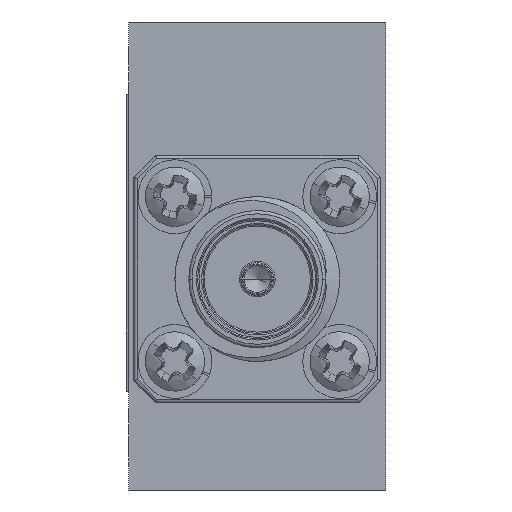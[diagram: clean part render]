
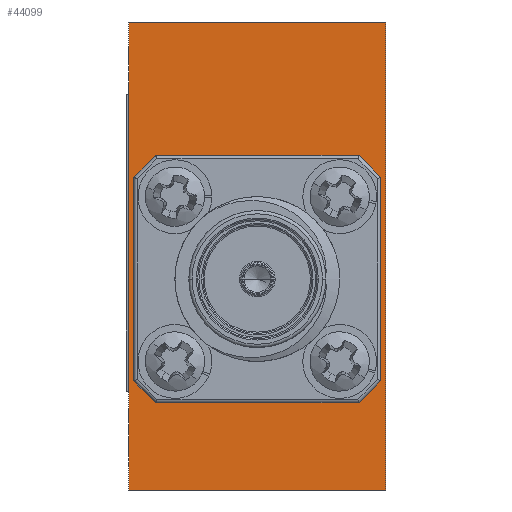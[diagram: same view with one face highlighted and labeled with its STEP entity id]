
A CAD part, left-side view. The second image highlights one B-rep face of the part: STEP entity #44099.
In plain terms, the highlighted planar face has unit normal (-1, 0, 0).
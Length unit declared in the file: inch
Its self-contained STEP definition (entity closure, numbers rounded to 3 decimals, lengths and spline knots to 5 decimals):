
#652 = DIRECTION ( 'NONE',  ( 1., 0., 0. ) ) ;
#905 = VERTEX_POINT ( 'NONE', #45526 ) ;
#2075 = VECTOR ( 'NONE', #9753, 39.37008 ) ;
#2262 = VECTOR ( 'NONE', #5693, 39.37008 ) ;
#2429 = VERTEX_POINT ( 'NONE', #49738 ) ;
#5693 = DIRECTION ( 'NONE',  ( 0., -1., 0. ) ) ;
#6733 = DIRECTION ( 'NONE',  ( 0., 0., 1. ) ) ;
#8656 = CARTESIAN_POINT ( 'NONE',  ( -0.63, 0.39, 0.355 ) ) ;
#9753 = DIRECTION ( 'NONE',  ( 0., -1., 0. ) ) ;
#9837 = LINE ( 'NONE', #43639, #2262 ) ;
#10859 = LINE ( 'NONE', #48277, #2075 ) ;
#10909 = LINE ( 'NONE', #44703, #12402 ) ;
#12402 = VECTOR ( 'NONE', #6733, 39.37008 ) ;
#12676 = DIRECTION ( 'NONE',  ( 0., 0., 1. ) ) ;
#13628 = PLANE ( 'NONE',  #40040 ) ;
#17231 = FACE_OUTER_BOUND ( 'NONE', #39346, .T. ) ;
#17509 = DIRECTION ( 'NONE',  ( 0., 0., -1. ) ) ;
#19126 = EDGE_CURVE ( 'NONE', #905, #25873, #10909, .T. ) ;
#25086 = VERTEX_POINT ( 'NONE', #25575 ) ;
#25575 = CARTESIAN_POINT ( 'NONE',  ( -0.63, 0., -0.355 ) ) ;
#25873 = VERTEX_POINT ( 'NONE', #42217 ) ;
#26833 = ORIENTED_EDGE ( 'NONE', *, *, #28852, .T. ) ;
#28852 = EDGE_CURVE ( 'NONE', #25086, #2429, #33380, .T. ) ;
#30104 = ORIENTED_EDGE ( 'NONE', *, *, #19126, .F. ) ;
#31632 = EDGE_CURVE ( 'NONE', #905, #25086, #9837, .T. ) ;
#31786 = ORIENTED_EDGE ( 'NONE', *, *, #31632, .T. ) ;
#33380 = LINE ( 'NONE', #37861, #41398 ) ;
#37861 = CARTESIAN_POINT ( 'NONE',  ( -0.63, 0., 0.355 ) ) ;
#39346 = EDGE_LOOP ( 'NONE', ( #26833, #51690, #30104, #31786 ) ) ;
#40040 = AXIS2_PLACEMENT_3D ( 'NONE', #8656, #652, #17509 ) ;
#41398 = VECTOR ( 'NONE', #12676, 39.37008 ) ;
#42217 = CARTESIAN_POINT ( 'NONE',  ( -0.63, 0.39, 0.355 ) ) ;
#43639 = CARTESIAN_POINT ( 'NONE',  ( -0.63, 0.39, -0.355 ) ) ;
#44099 = ADVANCED_FACE ( 'NONE', ( #17231 ), #13628, .F. ) ;
#44703 = CARTESIAN_POINT ( 'NONE',  ( -0.63, 0.39, 0.355 ) ) ;
#45526 = CARTESIAN_POINT ( 'NONE',  ( -0.63, 0.39, -0.355 ) ) ;
#48277 = CARTESIAN_POINT ( 'NONE',  ( -0.63, 0.39, 0.355 ) ) ;
#49738 = CARTESIAN_POINT ( 'NONE',  ( -0.63, 0., 0.355 ) ) ;
#51690 = ORIENTED_EDGE ( 'NONE', *, *, #54808, .F. ) ;
#54808 = EDGE_CURVE ( 'NONE', #25873, #2429, #10859, .T. ) ;
